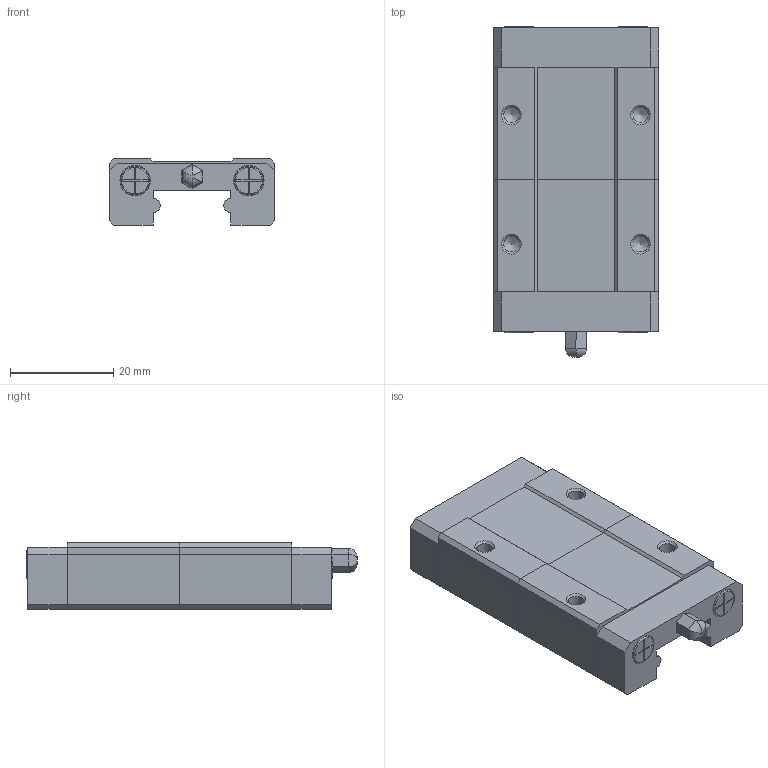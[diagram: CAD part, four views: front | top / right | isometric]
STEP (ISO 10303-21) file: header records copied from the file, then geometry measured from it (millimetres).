
FILE_DESCRIPTION(('FreeCAD Model'),'2;1');
FILE_NAME('Open CASCADE Shape Model','2024-08-27T18:08:52',(''),(''), 'Open CASCADE STEP processor 7.6','FreeCAD','Unknown');
FILE_SCHEMA(('AUTOMOTIVE_DESIGN { 1 0 10303 214 1 1 1 1 }'));
Length unit declared in the file: millimetre
Products named in the file (1): MGN15H001
Bounding box: 32 x 64 x 12.8 mm (x, y, z)
Volume: 17568 mm3; surface area: 7173.8 mm2
Topology: 1 solids, 2 shells, 178 faces, 416 edges, 256 vertices
Faces by surface type: plane 142, cylinder 24, cone 8, torus 4
Full cylindrical faces by diameter (mm): 1.2 x2, 3 x4, 5.58 x4, 5.88 x4
Entity records: 10396 total; most frequent: CARTESIAN_POINT 1841, DIRECTION 1618, LINE 1142, VECTOR 1142, ORIENTED_EDGE 824, PCURVE 824, DEFINITIONAL_REPRESENTATION 824, EDGE_CURVE 412
